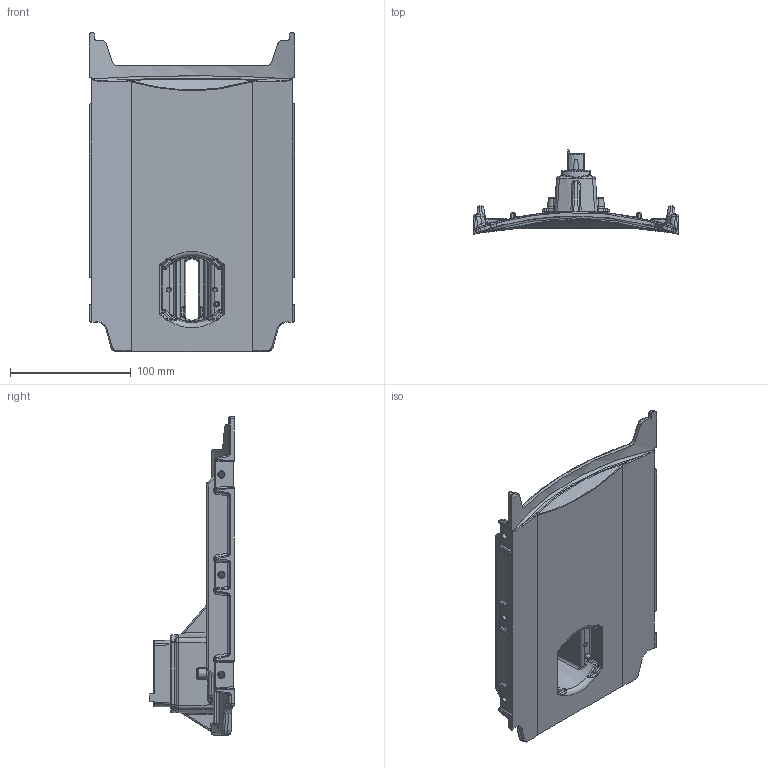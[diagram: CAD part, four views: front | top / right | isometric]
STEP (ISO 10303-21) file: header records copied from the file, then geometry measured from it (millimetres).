
FILE_DESCRIPTION((''),'2;1');
FILE_NAME('134B0364','2016-06-03T',('u316582'),('Danfoss Drives A/S'),'CREO PARAMETRIC BY PTC INC, 2015200','CREO PARAMETRIC BY PTC INC, 2015200','');
FILE_SCHEMA(('CONFIG_CONTROL_DESIGN','GEOMETRIC_VALIDATION_PROPERTIES_MIM'));
Length unit declared in the file: millimetre
Products named in the file (1): 134B0364
Bounding box: 170 x 70.28 x 264.48 mm (x, y, z)
Volume: 404369.3 mm3; surface area: 118322.9 mm2
Topology: 1 solids, 9 shells, 1418 faces, 4432 edges, 4119 vertices
Faces by surface type: bspline 621, cylinder 430, plane 180, sphere 84, torus 65, cone 31, extrusion 7
Entity records: 143307 total; most frequent: CARTESIAN_POINT 81232, ORIENTED_EDGE 6512, PRESENTATION_STYLE_ASSIGNMENT 5824, DIRECTION 5814, STYLED_ITEM 4450, CURVE_STYLE 4441, EDGE_CURVE 3283, FILL_AREA_STYLE_COLOUR 2757
